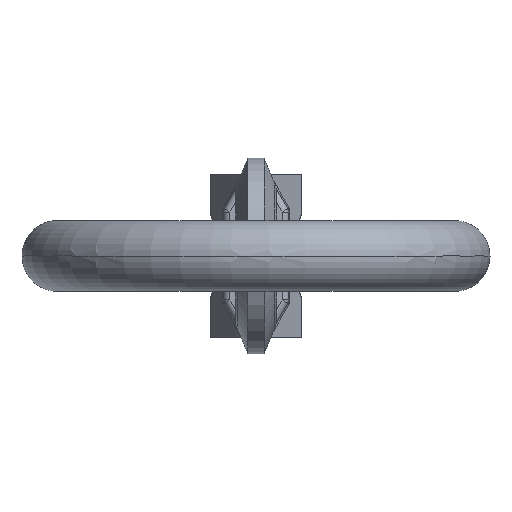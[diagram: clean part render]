
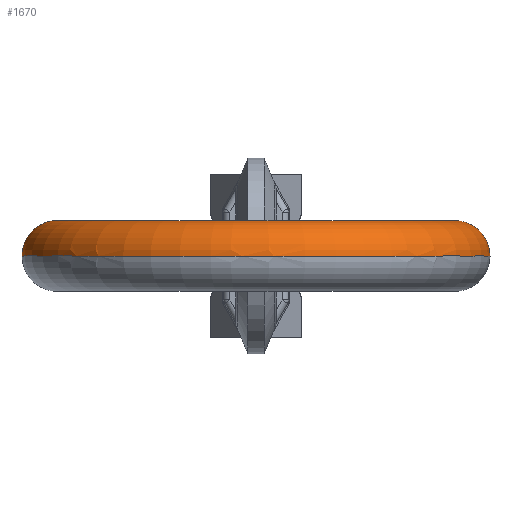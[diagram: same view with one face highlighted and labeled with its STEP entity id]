
A CAD part, left-side view. The second image highlights one B-rep face of the part: STEP entity #1670.
In plain terms, the highlighted toroidal (fillet/blend) face has major radius 36.5 mm and minor radius 6.5 mm.
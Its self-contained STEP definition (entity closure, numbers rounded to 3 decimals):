
#14=CARTESIAN_POINT('',(0.,36.5,0.));
#15=DIRECTION('',(-1.,0.,0.));
#16=DIRECTION('',(0.,-1.,0.));
#17=AXIS2_PLACEMENT_3D('',#14,#15,#16);
#398=CARTESIAN_POINT('',(0.,-36.5,0.));
#399=DIRECTION('',(-1.,0.,0.));
#400=DIRECTION('',(0.,-1.,0.));
#401=AXIS2_PLACEMENT_3D('',#398,#399,#400);
#411=CARTESIAN_POINT('',(0.,30.,0.));
#412=CARTESIAN_POINT('',(-1.653,30.,0.));
#413=CARTESIAN_POINT('',(-4.96,29.726,
0.));
#414=CARTESIAN_POINT('',(-9.785,28.504,
0.));
#415=CARTESIAN_POINT('',(-14.344,26.505,
0.));
#416=CARTESIAN_POINT('',(-18.511,23.782,
0.));
#417=CARTESIAN_POINT('',(-22.173,20.411,
0.));
#418=CARTESIAN_POINT('',(-25.23,16.483,
0.));
#419=CARTESIAN_POINT('',(-27.599,12.106,
0.));
#420=CARTESIAN_POINT('',(-29.215,7.398,
0.));
#421=CARTESIAN_POINT('',(-30.034,2.489,
0.));
#422=CARTESIAN_POINT('',(-30.034,-2.489,
0.));
#423=CARTESIAN_POINT('',(-29.215,-7.398,
0.));
#424=CARTESIAN_POINT('',(-27.599,-12.106,
0.));
#425=CARTESIAN_POINT('',(-25.23,-16.483,
0.));
#426=CARTESIAN_POINT('',(-22.173,-20.411,
0.));
#427=CARTESIAN_POINT('',(-18.511,-23.782,
0.));
#428=CARTESIAN_POINT('',(-14.344,-26.505,
0.));
#429=CARTESIAN_POINT('',(-9.785,-28.504,
0.));
#430=CARTESIAN_POINT('',(-4.96,-29.726,
0.));
#431=CARTESIAN_POINT('',(-1.653,-30.,0.));
#432=CARTESIAN_POINT('',(0.,-30.,0.));
#434=CARTESIAN_POINT('',(0.,-43.,0.));
#435=CARTESIAN_POINT('',(-2.144,-43.,0.));
#436=CARTESIAN_POINT('',(-6.433,-42.679,
0.));
#437=CARTESIAN_POINT('',(-12.722,-41.243,
0.));
#438=CARTESIAN_POINT('',(-18.727,-38.886,
0.));
#439=CARTESIAN_POINT('',(-24.313,-35.661,0.));
#440=CARTESIAN_POINT('',(-29.357,-31.639,0.));
#441=CARTESIAN_POINT('',(-33.744,-26.91,0.));
#442=CARTESIAN_POINT('',(-37.378,-21.58,0.));
#443=CARTESIAN_POINT('',(-40.177,-15.768,0.));
#444=CARTESIAN_POINT('',(-42.079,-9.604,0.));
#445=CARTESIAN_POINT('',(-43.04,-3.225,0.));
#446=CARTESIAN_POINT('',(-43.04,3.225,0.));
#447=CARTESIAN_POINT('',(-42.079,9.604,0.));
#448=CARTESIAN_POINT('',(-40.177,15.768,0.));
#449=CARTESIAN_POINT('',(-37.378,21.58,0.));
#450=CARTESIAN_POINT('',(-33.744,26.91,0.));
#451=CARTESIAN_POINT('',(-29.357,31.639,0.));
#452=CARTESIAN_POINT('',(-24.313,35.661,0.));
#453=CARTESIAN_POINT('',(-18.727,38.886,
0.));
#454=CARTESIAN_POINT('',(-12.722,41.243,
0.));
#455=CARTESIAN_POINT('',(-6.433,42.679,
0.));
#456=CARTESIAN_POINT('',(-2.144,43.,0.));
#457=CARTESIAN_POINT('',(0.,43.,0.));
#1257=CARTESIAN_POINT('',(0.,-30.,0.));
#1258=VERTEX_POINT('',#1257);
#1259=CARTESIAN_POINT('',(0.,-43.,0.));
#1260=VERTEX_POINT('',#1259);
#1261=VERTEX_POINT('',#411);
#1262=VERTEX_POINT('',#457);
#1657=CARTESIAN_POINT('',(0.,0.,0.));
#1658=DIRECTION('',(0.,0.,1.));
#1659=DIRECTION('',(0.,-1.,0.));
#1660=AXIS2_PLACEMENT_3D('',#1657,#1658,#1659);
#1661=TOROIDAL_SURFACE('',#1660,36.5,6.5);
#1662=ORIENTED_EDGE('',*,*,#1479,.F.);
#1664=ORIENTED_EDGE('',*,*,#1663,.T.);
#1665=ORIENTED_EDGE('',*,*,#1647,.F.);
#1667=ORIENTED_EDGE('',*,*,#1666,.T.);
#1668=EDGE_LOOP('',(#1662,#1664,#1665,#1667));
#1669=FACE_OUTER_BOUND('',#1668,.F.);
#1670=ADVANCED_FACE('',(#1669),#1661,.T.);
#18=CIRCLE('',#17,6.5);
#402=CIRCLE('',#401,6.5);
#433=B_SPLINE_CURVE_WITH_KNOTS('',3,(#411,#412,#413,#414,#415,#416,#417,#418,
#419,#420,#421,#422,#423,#424,#425,#426,#427,#428,#429,#430,#431,#432),
.UNSPECIFIED.,.F.,.F.,(4,1,1,1,1,1,1,1,1,1,1,1,1,1,1,1,1,1,1,4),(0.,
0.053,0.105,0.158,0.211,
0.263,0.316,0.368,0.421,
0.474,0.526,0.579,0.632,
0.684,0.737,0.789,0.842,
0.895,0.947,1.),.UNSPECIFIED.);
#458=B_SPLINE_CURVE_WITH_KNOTS('',3,(#434,#435,#436,#437,#438,#439,#440,#441,
#442,#443,#444,#445,#446,#447,#448,#449,#450,#451,#452,#453,#454,#455,#456,
#457),.UNSPECIFIED.,.F.,.F.,(4,1,1,1,1,1,1,1,1,1,1,1,1,1,1,1,1,1,1,1,1,4),(0.,
0.048,0.095,0.143,0.19,
0.238,0.286,0.333,0.381,
0.429,0.476,0.524,0.571,
0.619,0.667,0.714,0.762,
0.81,0.857,0.905,0.952,1.),
.UNSPECIFIED.);
#1479=EDGE_CURVE('',#1261,#1262,#18,.T.);
#1647=EDGE_CURVE('',#1260,#1258,#402,.T.);
#1663=EDGE_CURVE('',#1261,#1258,#433,.T.);
#1666=EDGE_CURVE('',#1260,#1262,#458,.T.);
